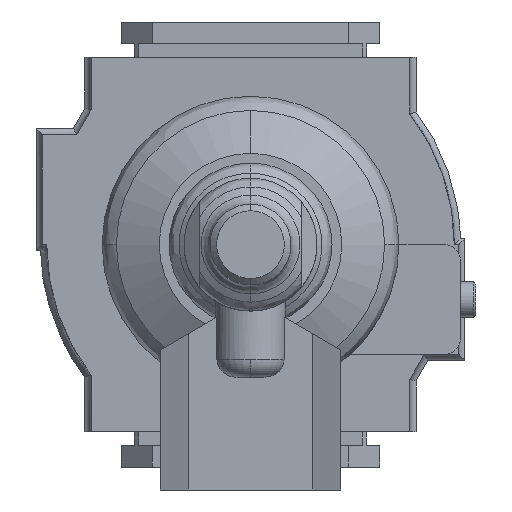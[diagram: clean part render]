
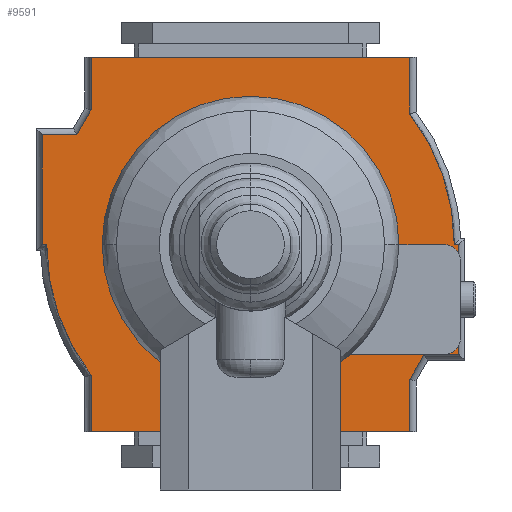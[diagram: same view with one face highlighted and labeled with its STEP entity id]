
A CAD part, front view. The second image highlights one B-rep face of the part: STEP entity #9591.
In plain terms, the highlighted face is planar.
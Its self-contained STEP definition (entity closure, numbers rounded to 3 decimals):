
#32 = VERTEX_POINT ( 'NONE', #1895 ) ;
#153 = VERTEX_POINT ( 'NONE', #10864 ) ;
#189 = AXIS2_PLACEMENT_3D ( 'NONE', #6030, #7611, #1524 ) ;
#235 = VECTOR ( 'NONE', #8320, 1000. ) ;
#474 = CARTESIAN_POINT ( 'NONE',  ( 23., 30.9, 0. ) ) ;
#475 = LINE ( 'NONE', #7030, #11437 ) ;
#487 = CARTESIAN_POINT ( 'NONE',  ( 19.6, 30.9, 12.4 ) ) ;
#520 = DIRECTION ( 'NONE',  ( 0., 0., 1. ) ) ;
#712 = CARTESIAN_POINT ( 'NONE',  ( 23.5, 30.9, 0. ) ) ;
#732 = CARTESIAN_POINT ( 'NONE',  ( 0., 30.9, 0. ) ) ;
#815 = DIRECTION ( 'NONE',  ( 0., 1., 0. ) ) ;
#862 = LINE ( 'NONE', #6031, #2394 ) ;
#876 = CARTESIAN_POINT ( 'NONE',  ( -18., 30.9, 21.125 ) ) ;
#1005 = ORIENTED_EDGE ( 'NONE', *, *, #10779, .F. ) ;
#1382 = CARTESIAN_POINT ( 'NONE',  ( -18., 30.9, -15.2 ) ) ;
#1384 = CARTESIAN_POINT ( 'NONE',  ( -18., 30.9, 14.731 ) ) ;
#1401 = CARTESIAN_POINT ( 'NONE',  ( -23.5, 30.9, 0. ) ) ;
#1524 = DIRECTION ( 'NONE',  ( 1., 0., 0. ) ) ;
#1562 = CARTESIAN_POINT ( 'NONE',  ( -23.5, 30.9, 0. ) ) ;
#1895 = CARTESIAN_POINT ( 'NONE',  ( 18., 30.9, -14.731 ) ) ;
#1919 = VECTOR ( 'NONE', #520, 1000. ) ;
#1923 = EDGE_CURVE ( 'NONE', #5564, #11360, #9160, .T. ) ;
#2153 = CARTESIAN_POINT ( 'NONE',  ( 23., 30.9, 0. ) ) ;
#2285 = ORIENTED_EDGE ( 'NONE', *, *, #8348, .F. ) ;
#2341 = CARTESIAN_POINT ( 'NONE',  ( 18., 30.9, -21.125 ) ) ;
#2394 = VECTOR ( 'NONE', #6225, 1000. ) ;
#2631 = VERTEX_POINT ( 'NONE', #11035 ) ;
#2803 = VERTEX_POINT ( 'NONE', #4317 ) ;
#2813 = VECTOR ( 'NONE', #5361, 1000. ) ;
#2826 = EDGE_CURVE ( 'NONE', #7548, #6605, #475, .T. ) ;
#2863 = LINE ( 'NONE', #1401, #9502 ) ;
#2954 = ORIENTED_EDGE ( 'NONE', *, *, #4114, .F. ) ;
#3110 = CARTESIAN_POINT ( 'NONE',  ( 23.5, 30.9, 0. ) ) ;
#3153 = VECTOR ( 'NONE', #11167, 1000. ) ;
#3195 = VERTEX_POINT ( 'NONE', #10325 ) ;
#3265 = DIRECTION ( 'NONE',  ( 1., 0., 0. ) ) ;
#3298 = VERTEX_POINT ( 'NONE', #712 ) ;
#3422 = EDGE_CURVE ( 'NONE', #10179, #2803, #6467, .T. ) ;
#3605 = LINE ( 'NONE', #9886, #7336 ) ;
#3657 = ORIENTED_EDGE ( 'NONE', *, *, #8081, .F. ) ;
#3764 = LINE ( 'NONE', #7102, #10396 ) ;
#4046 = EDGE_CURVE ( 'NONE', #8323, #3298, #11335, .T. ) ;
#4114 = EDGE_CURVE ( 'NONE', #3298, #3195, #10647, .T. ) ;
#4206 = VERTEX_POINT ( 'NONE', #7708 ) ;
#4317 = CARTESIAN_POINT ( 'NONE',  ( 18., 30.9, -21.125 ) ) ;
#4541 = DIRECTION ( 'NONE',  ( 0.496, 0., -0.868 ) ) ;
#4591 = DIRECTION ( 'NONE',  ( -1., 0., 0. ) ) ;
#4670 = LINE ( 'NONE', #1382, #3153 ) ;
#4776 = EDGE_CURVE ( 'NONE', #8346, #153, #2863, .T. ) ;
#4880 = EDGE_CURVE ( 'NONE', #4206, #7548, #6057, .T. ) ;
#5267 = CARTESIAN_POINT ( 'NONE',  ( 1.2, 30.9, 0. ) ) ;
#5302 = DIRECTION ( 'NONE',  ( 0., 0., 1. ) ) ;
#5361 = DIRECTION ( 'NONE',  ( 0., 0., -1. ) ) ;
#5492 = VECTOR ( 'NONE', #11233, 1000. ) ;
#5526 = ORIENTED_EDGE ( 'NONE', *, *, #10338, .F. ) ;
#5552 = EDGE_CURVE ( 'NONE', #2631, #8346, #8154, .T. ) ;
#5564 = VERTEX_POINT ( 'NONE', #10882 ) ;
#5743 = CARTESIAN_POINT ( 'NONE',  ( 18., 30.9, 21.125 ) ) ;
#6030 = CARTESIAN_POINT ( 'NONE',  ( -1.2, 30.9, 0. ) ) ;
#6031 = CARTESIAN_POINT ( 'NONE',  ( -23.5, 30.9, -12.4 ) ) ;
#6057 = LINE ( 'NONE', #487, #8111 ) ;
#6145 = DIRECTION ( 'NONE',  ( -1., 0., 0. ) ) ;
#6225 = DIRECTION ( 'NONE',  ( 1., 0., 0. ) ) ;
#6433 = VERTEX_POINT ( 'NONE', #10598 ) ;
#6467 = LINE ( 'NONE', #9929, #7703 ) ;
#6488 = ORIENTED_EDGE ( 'NONE', *, *, #5552, .F. ) ;
#6592 = PLANE ( 'NONE',  #8311 ) ;
#6605 = VERTEX_POINT ( 'NONE', #5743 ) ;
#6894 = ORIENTED_EDGE ( 'NONE', *, *, #4776, .F. ) ;
#6961 = DIRECTION ( 'NONE',  ( 0., 0., 1. ) ) ;
#7030 = CARTESIAN_POINT ( 'NONE',  ( 18., 30.9, 15.2 ) ) ;
#7051 = CIRCLE ( 'NONE', #189, 24.2 ) ;
#7082 = LINE ( 'NONE', #8056, #8874 ) ;
#7102 = CARTESIAN_POINT ( 'NONE',  ( -19.6, 30.9, -12.4 ) ) ;
#7128 = CIRCLE ( 'NONE', #8925, 24.2 ) ;
#7136 = EDGE_CURVE ( 'NONE', #3195, #4206, #7082, .T. ) ;
#7179 = CARTESIAN_POINT ( 'NONE',  ( -18., 30.9, -21.125 ) ) ;
#7336 = VECTOR ( 'NONE', #10041, 1000. ) ;
#7358 = ORIENTED_EDGE ( 'NONE', *, *, #2826, .F. ) ;
#7458 = VECTOR ( 'NONE', #3265, 1000. ) ;
#7548 = VERTEX_POINT ( 'NONE', #10724 ) ;
#7611 = DIRECTION ( 'NONE',  ( 0., -1., 0. ) ) ;
#7693 = ORIENTED_EDGE ( 'NONE', *, *, #9377, .F. ) ;
#7703 = VECTOR ( 'NONE', #9006, 1000. ) ;
#7708 = CARTESIAN_POINT ( 'NONE',  ( 19.6, 30.9, 12.4 ) ) ;
#7832 = LINE ( 'NONE', #2341, #5492 ) ;
#8056 = CARTESIAN_POINT ( 'NONE',  ( 23.5, 30.9, 12.4 ) ) ;
#8081 = EDGE_CURVE ( 'NONE', #6605, #5564, #3605, .T. ) ;
#8111 = VECTOR ( 'NONE', #8402, 1000. ) ;
#8154 = LINE ( 'NONE', #8355, #235 ) ;
#8311 = AXIS2_PLACEMENT_3D ( 'NONE', #732, #815, #6961 ) ;
#8320 = DIRECTION ( 'NONE',  ( -1., 0., 0. ) ) ;
#8322 = DIRECTION ( 'NONE',  ( 0., 0., -1. ) ) ;
#8323 = VERTEX_POINT ( 'NONE', #2153 ) ;
#8346 = VERTEX_POINT ( 'NONE', #1562 ) ;
#8348 = EDGE_CURVE ( 'NONE', #32, #8323, #7051, .T. ) ;
#8355 = CARTESIAN_POINT ( 'NONE',  ( -23., 30.9, 0. ) ) ;
#8402 = DIRECTION ( 'NONE',  ( -0.496, 0., 0.868 ) ) ;
#8599 = VERTEX_POINT ( 'NONE', #9876 ) ;
#8874 = VECTOR ( 'NONE', #4591, 1000. ) ;
#8925 = AXIS2_PLACEMENT_3D ( 'NONE', #5267, #11425, #6145 ) ;
#9006 = DIRECTION ( 'NONE',  ( 1., 0., 0. ) ) ;
#9055 = ORIENTED_EDGE ( 'NONE', *, *, #9602, .F. ) ;
#9160 = LINE ( 'NONE', #876, #2813 ) ;
#9377 = EDGE_CURVE ( 'NONE', #8599, #6433, #3764, .T. ) ;
#9417 = ORIENTED_EDGE ( 'NONE', *, *, #7136, .F. ) ;
#9424 = EDGE_LOOP ( 'NONE', ( #10405, #2285, #1005, #9866, #5526, #7693, #10096, #6894, #6488, #9055, #10743, #3657, #7358, #10131, #9417, #2954 ) ) ;
#9502 = VECTOR ( 'NONE', #8322, 1000. ) ;
#9591 = ADVANCED_FACE ( 'NONE', ( #11202 ), #6592, .T. ) ;
#9602 = EDGE_CURVE ( 'NONE', #11360, #2631, #7128, .T. ) ;
#9725 = EDGE_CURVE ( 'NONE', #153, #8599, #862, .T. ) ;
#9866 = ORIENTED_EDGE ( 'NONE', *, *, #3422, .F. ) ;
#9876 = CARTESIAN_POINT ( 'NONE',  ( -19.6, 30.9, -12.4 ) ) ;
#9886 = CARTESIAN_POINT ( 'NONE',  ( 18., 30.9, 21.125 ) ) ;
#9929 = CARTESIAN_POINT ( 'NONE',  ( -18., 30.9, -21.125 ) ) ;
#10041 = DIRECTION ( 'NONE',  ( -1., 0., 0. ) ) ;
#10096 = ORIENTED_EDGE ( 'NONE', *, *, #9725, .F. ) ;
#10131 = ORIENTED_EDGE ( 'NONE', *, *, #4880, .F. ) ;
#10179 = VERTEX_POINT ( 'NONE', #7179 ) ;
#10325 = CARTESIAN_POINT ( 'NONE',  ( 23.5, 30.9, 12.4 ) ) ;
#10338 = EDGE_CURVE ( 'NONE', #6433, #10179, #4670, .T. ) ;
#10396 = VECTOR ( 'NONE', #4541, 1000. ) ;
#10405 = ORIENTED_EDGE ( 'NONE', *, *, #4046, .F. ) ;
#10598 = CARTESIAN_POINT ( 'NONE',  ( -18., 30.9, -15.2 ) ) ;
#10647 = LINE ( 'NONE', #3110, #1919 ) ;
#10724 = CARTESIAN_POINT ( 'NONE',  ( 18., 30.9, 15.2 ) ) ;
#10743 = ORIENTED_EDGE ( 'NONE', *, *, #1923, .F. ) ;
#10779 = EDGE_CURVE ( 'NONE', #2803, #32, #7832, .T. ) ;
#10864 = CARTESIAN_POINT ( 'NONE',  ( -23.5, 30.9, -12.4 ) ) ;
#10882 = CARTESIAN_POINT ( 'NONE',  ( -18., 30.9, 21.125 ) ) ;
#11035 = CARTESIAN_POINT ( 'NONE',  ( -23., 30.9, 0. ) ) ;
#11167 = DIRECTION ( 'NONE',  ( 0., 0., -1. ) ) ;
#11202 = FACE_OUTER_BOUND ( 'NONE', #9424, .T. ) ;
#11233 = DIRECTION ( 'NONE',  ( 0., 0., 1. ) ) ;
#11335 = LINE ( 'NONE', #474, #7458 ) ;
#11360 = VERTEX_POINT ( 'NONE', #1384 ) ;
#11425 = DIRECTION ( 'NONE',  ( 0., -1., 0. ) ) ;
#11437 = VECTOR ( 'NONE', #5302, 1000. ) ;
